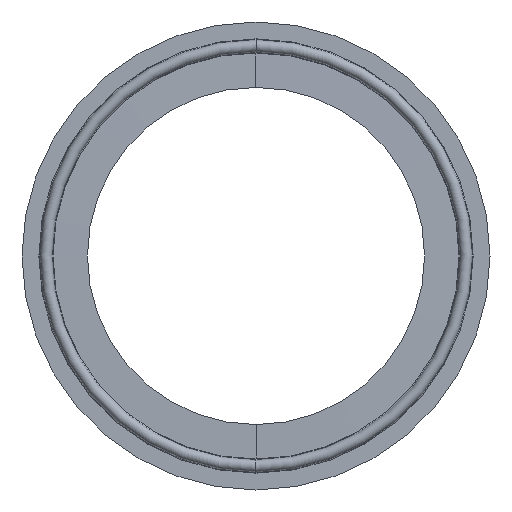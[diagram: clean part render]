
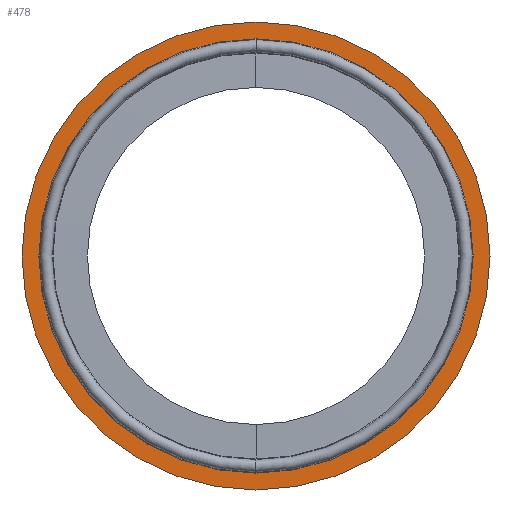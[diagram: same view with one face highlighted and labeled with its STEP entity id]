
A CAD part, left-side view. The second image highlights one B-rep face of the part: STEP entity #478.
In plain terms, the highlighted planar face has unit normal (-1, 0, 0).
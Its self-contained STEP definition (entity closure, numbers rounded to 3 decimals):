
#19 = EDGE_LOOP ( 'NONE', ( #906, #205 ) ) ;
#22 = AXIS2_PLACEMENT_3D ( 'NONE', #101, #658, #737 ) ;
#27 = AXIS2_PLACEMENT_3D ( 'NONE', #844, #779, #714 ) ;
#36 = DIRECTION ( 'NONE',  ( 0., 0., -1. ) ) ;
#49 = AXIS2_PLACEMENT_3D ( 'NONE', #343, #620, #821 ) ;
#77 = CARTESIAN_POINT ( 'NONE',  ( -0.9, 0., -43.146 ) ) ;
#96 = ORIENTED_EDGE ( 'NONE', *, *, #370, .T. ) ;
#101 = CARTESIAN_POINT ( 'NONE',  ( -0.9, 0., 0. ) ) ;
#159 = CARTESIAN_POINT ( 'NONE',  ( -0.9, 0., 46.5 ) ) ;
#205 = ORIENTED_EDGE ( 'NONE', *, *, #585, .F. ) ;
#252 = DIRECTION ( 'NONE',  ( 0., 0., 1. ) ) ;
#253 = AXIS2_PLACEMENT_3D ( 'NONE', #688, #617, #252 ) ;
#343 = CARTESIAN_POINT ( 'NONE',  ( -0.9, 0., 0. ) ) ;
#365 = FACE_OUTER_BOUND ( 'NONE', #546, .T. ) ;
#370 = EDGE_CURVE ( 'NONE', #796, #533, #696, .T. ) ;
#426 = VERTEX_POINT ( 'NONE', #77 ) ;
#437 = FACE_BOUND ( 'NONE', #19, .T. ) ;
#449 = VERTEX_POINT ( 'NONE', #769 ) ;
#478 = ADVANCED_FACE ( 'NONE', ( #437, #365 ), #640, .F. ) ;
#487 = CIRCLE ( 'NONE', #49, 46.5 ) ;
#521 = CARTESIAN_POINT ( 'NONE',  ( -0.9, 43.146, 0. ) ) ;
#533 = VERTEX_POINT ( 'NONE', #159 ) ;
#546 = EDGE_LOOP ( 'NONE', ( #789, #96 ) ) ;
#577 = EDGE_CURVE ( 'NONE', #449, #426, #806, .T. ) ;
#585 = EDGE_CURVE ( 'NONE', #426, #449, #651, .T. ) ;
#596 = AXIS2_PLACEMENT_3D ( 'NONE', #521, #857, #36 ) ;
#617 = DIRECTION ( 'NONE',  ( -1., 0., 0. ) ) ;
#620 = DIRECTION ( 'NONE',  ( -1., 0., 0. ) ) ;
#638 = EDGE_CURVE ( 'NONE', #533, #796, #487, .T. ) ;
#640 = PLANE ( 'NONE',  #596 ) ;
#651 = CIRCLE ( 'NONE', #253, 43.146 ) ;
#658 = DIRECTION ( 'NONE',  ( -1., 0., 0. ) ) ;
#688 = CARTESIAN_POINT ( 'NONE',  ( -0.9, 0., 0. ) ) ;
#696 = CIRCLE ( 'NONE', #27, 46.5 ) ;
#703 = CARTESIAN_POINT ( 'NONE',  ( -0.9, 0., -46.5 ) ) ;
#714 = DIRECTION ( 'NONE',  ( 0., 0., 1. ) ) ;
#737 = DIRECTION ( 'NONE',  ( 0., 0., 1. ) ) ;
#769 = CARTESIAN_POINT ( 'NONE',  ( -0.9, 0., 43.146 ) ) ;
#779 = DIRECTION ( 'NONE',  ( -1., 0., 0. ) ) ;
#789 = ORIENTED_EDGE ( 'NONE', *, *, #638, .T. ) ;
#796 = VERTEX_POINT ( 'NONE', #703 ) ;
#806 = CIRCLE ( 'NONE', #22, 43.146 ) ;
#821 = DIRECTION ( 'NONE',  ( 0., 0., 1. ) ) ;
#844 = CARTESIAN_POINT ( 'NONE',  ( -0.9, 0., 0. ) ) ;
#857 = DIRECTION ( 'NONE',  ( 1., 0., 0. ) ) ;
#906 = ORIENTED_EDGE ( 'NONE', *, *, #577, .F. ) ;
